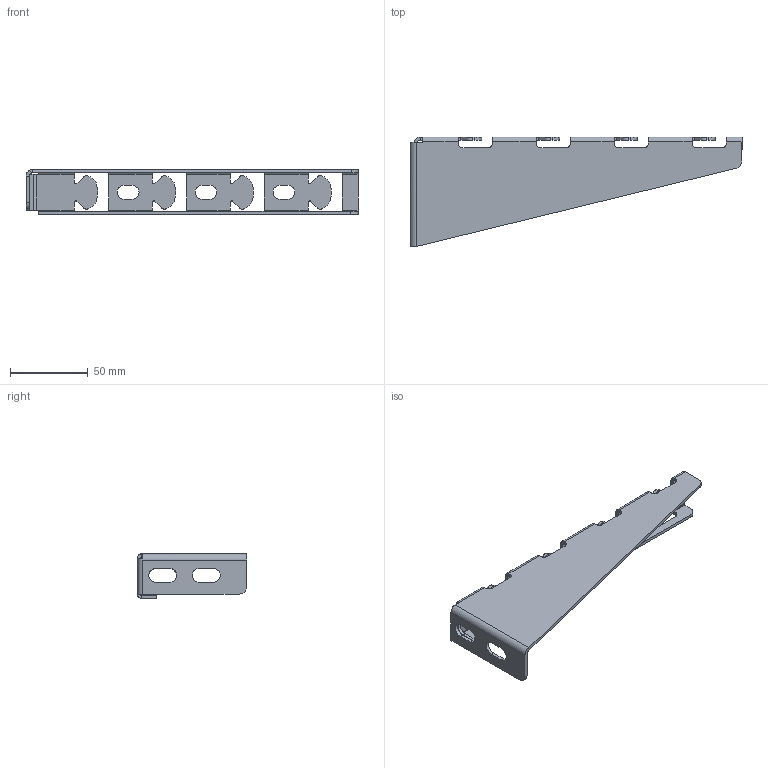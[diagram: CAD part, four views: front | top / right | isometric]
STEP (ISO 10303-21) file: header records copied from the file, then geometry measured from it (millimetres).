
FILE_DESCRIPTION((''),'2;1');
FILE_NAME('902320','2020-03-27T14:25:09',('tomasz.grudniewski'),(''),'CREO PARAMETRIC BY PTC INC, 2019080','CREO PARAMETRIC BY PTC INC, 2019080','');
FILE_SCHEMA(('CONFIG_CONTROL_DESIGN'));
Length unit declared in the file: millimetre
Products named in the file (1): 902320
Bounding box: 213 x 70.43 x 28.5 mm (x, y, z)
Volume: 32207.7 mm3; surface area: 35299.4 mm2
Topology: 1 solids, 1 shells, 206 faces, 540 edges, 328 vertices
Faces by surface type: plane 122, cylinder 83, bspline 1
Entity records: 6341 total; most frequent: DIRECTION 1114, CARTESIAN_POINT 1102, ORIENTED_EDGE 1080, EDGE_CURVE 540, VECTOR 372, LINE 372, AXIS2_PLACEMENT_3D 371, VERTEX_POINT 328
